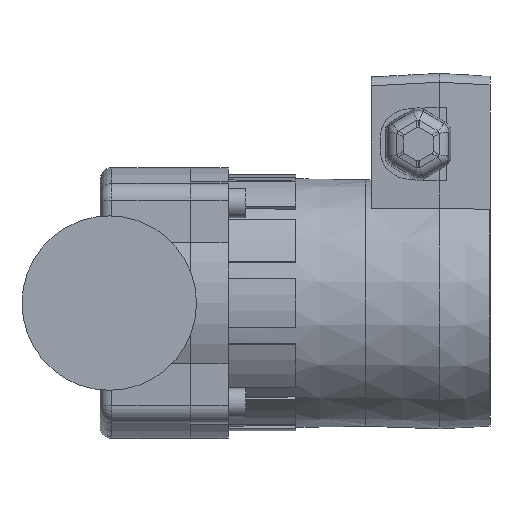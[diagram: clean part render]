
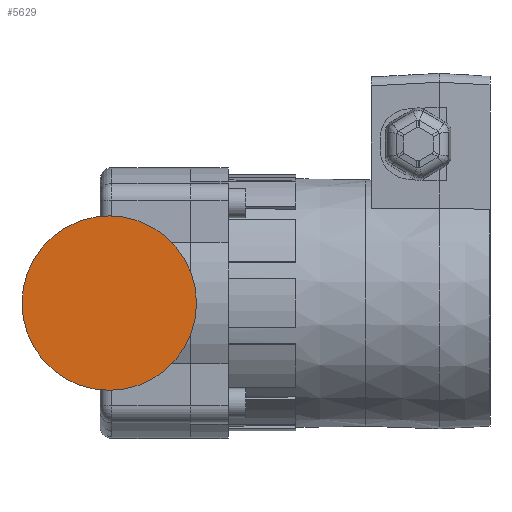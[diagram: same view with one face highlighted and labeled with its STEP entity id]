
A CAD part, front view. The second image highlights one B-rep face of the part: STEP entity #5629.
In plain terms, the highlighted planar face has unit normal (0, -1, 0).
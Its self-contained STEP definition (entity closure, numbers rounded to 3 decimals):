
#578 = DIRECTION ( 'NONE',  ( 0., 0., 1. ) ) ;
#579 = DIRECTION ( 'NONE',  ( 0., 1., 0. ) ) ;
#580 = AXIS2_PLACEMENT_3D ( 'NONE', #585, #579, #578 ) ;
#581 = CIRCLE ( 'NONE', #580, 29.625 ) ;
#585 = CARTESIAN_POINT ( 'NONE',  ( 0., -90., -27.5 ) ) ;
#5427 = ORIENTED_EDGE ( 'NONE', *, *, #7595, .F. ) ;
#5428 = ORIENTED_EDGE ( 'NONE', *, *, #6603, .F. ) ;
#5628 = EDGE_LOOP ( 'NONE', ( #5427, #5428 ) ) ;
#5629 = ADVANCED_FACE ( 'NONE', ( #9173 ), #9172, .T. ) ;
#6273 = VERTEX_POINT ( 'NONE', #13962 ) ;
#6603 = EDGE_CURVE ( 'NONE', #6273, #6604, #15152, .T. ) ;
#6604 = VERTEX_POINT ( 'NONE', #15144 ) ;
#7595 = EDGE_CURVE ( 'NONE', #6604, #6273, #581, .T. ) ;
#9172 = PLANE ( 'NONE',  #9345 ) ;
#9173 = FACE_OUTER_BOUND ( 'NONE', #5628, .T. ) ;
#9342 = DIRECTION ( 'NONE',  ( 0., -1., 0. ) ) ;
#9343 = CARTESIAN_POINT ( 'NONE',  ( 0., -90., -27.5 ) ) ;
#9345 = AXIS2_PLACEMENT_3D ( 'NONE', #9343, #9342, #9396 ) ;
#9396 = DIRECTION ( 'NONE',  ( 0., 0., 1. ) ) ;
#13962 = CARTESIAN_POINT ( 'NONE',  ( 0., -90., -57.125 ) ) ;
#14988 = CARTESIAN_POINT ( 'NONE',  ( 0., -90., -27.5 ) ) ;
#15144 = CARTESIAN_POINT ( 'NONE',  ( 0., -90., 2.125 ) ) ;
#15146 = DIRECTION ( 'NONE',  ( 0., 0., 1. ) ) ;
#15148 = DIRECTION ( 'NONE',  ( 0., 1., 0. ) ) ;
#15150 = AXIS2_PLACEMENT_3D ( 'NONE', #14988, #15148, #15146 ) ;
#15152 = CIRCLE ( 'NONE', #15150, 29.625 ) ;
